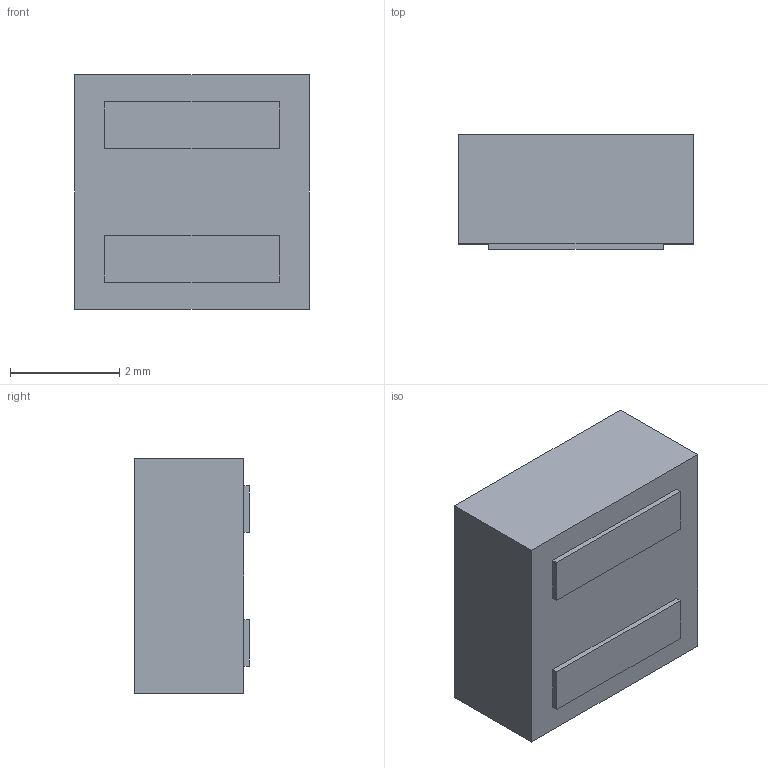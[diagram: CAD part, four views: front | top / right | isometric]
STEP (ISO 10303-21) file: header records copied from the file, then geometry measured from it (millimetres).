
FILE_DESCRIPTION (( 'STEP AP214' ), '1' );
FILE_NAME ('User Library-XFL4020.STEP', '2016-09-29T03:20:02', ( 'Windows User' ), ( '' ), 'SwSTEP 2.0', 'SolidWorks 2016', '' );
FILE_SCHEMA (( 'AUTOMOTIVE_DESIGN' ));
Length unit declared in the file: millimetre
Products named in the file (8): User Library-XFL4020_7_1; User Library-XFL4020_6_1; User Library-XFL4020_5_1; User Library-XFL4020_4_1; User Library-XFL4020_3_1; User Library-XFL4020_2_1; User Library-XFL4020_1_1; User Library-XFL4020
Assembly tree (7 placements, depth 2):
  User Library-XFL4020
    User Library-XFL4020_1_1
    User Library-XFL4020_2_1
    User Library-XFL4020_3_1
    User Library-XFL4020_4_1
    User Library-XFL4020_5_1
    User Library-XFL4020_6_1
    User Library-XFL4020_7_1
Bounding box: 4.3 x 2.1 x 4.3 mm (x, y, z)
Volume: 37.5 mm3; surface area: 89.4 mm2
Topology: 7 solids, 7 shells, 538 faces, 1560 edges, 1040 vertices
Faces by surface type: plane 538
Entity records: 23592 total; most frequent: CARTESIAN_POINT 3148, ORIENTED_EDGE 3120, DIRECTION 2656, EDGE_CURVE 1560, LINE 1560, VECTOR 1560, VERTEX_POINT 1040, UNCERTAINTY_MEASURE_WITH_UNIT 560
